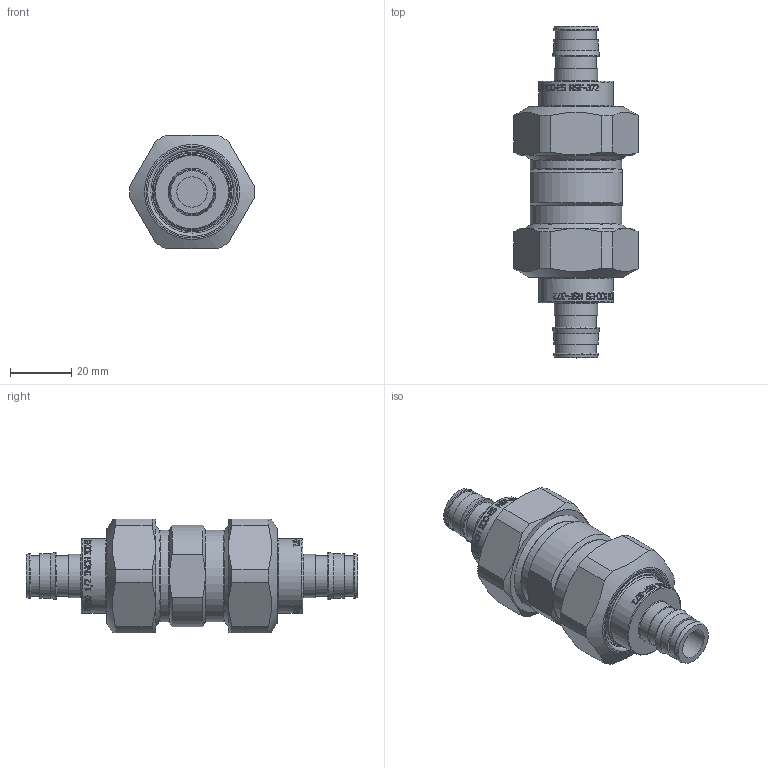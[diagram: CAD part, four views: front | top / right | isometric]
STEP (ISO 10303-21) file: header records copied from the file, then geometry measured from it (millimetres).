
FILE_DESCRIPTION(/* description */ (''),/* implementation_level */ '2;1');
FILE_NAME(/* name */ '304748A_Simplify_1.stp',/* time_stamp */ '2025-08-21T14:38:02-05:00',/* author */ ('ischreiner'),/* organization */ (''),/* preprocessor_version */ 'ST-DEVELOPER v20',/* originating_system */ 'Autodesk Inventor 2025',/* authorisation */ '');
FILE_SCHEMA (('AUTOMOTIVE_DESIGN { 1 0 10303 214 3 1 1 }'));
Length unit declared in the file: inch
Products named in the file (1): 304748A_Simplify_1
Bounding box: 40.63 x 108.22 x 37.08 mm (x, y, z)
Volume: 57247.2 mm3; surface area: 24452.9 mm2
Topology: 5 solids, 5 shells, 1048 faces, 2822 edges, 1874 vertices
Faces by surface type: plane 486, bspline 406, cylinder 114, cone 24, torus 18
Full cylindrical faces by diameter (mm): 9.906 x2, 13.284 x4, 14.097 x2, 14.605 x2, 19.939 x2, 24.384 x2, 25.908 x2, 26.924 x2, 29.8 x2, 29.972 x2, 30 x2, 30.302 x2, 33 x2
Entity records: 44066 total; most frequent: CARTESIAN_POINT 18907, ORIENTED_EDGE 5644, DIRECTION 3888, EDGE_CURVE 2822, VERTEX_POINT 1874, LINE 1354, VECTOR 1354, AXIS2_PLACEMENT_3D 1267
